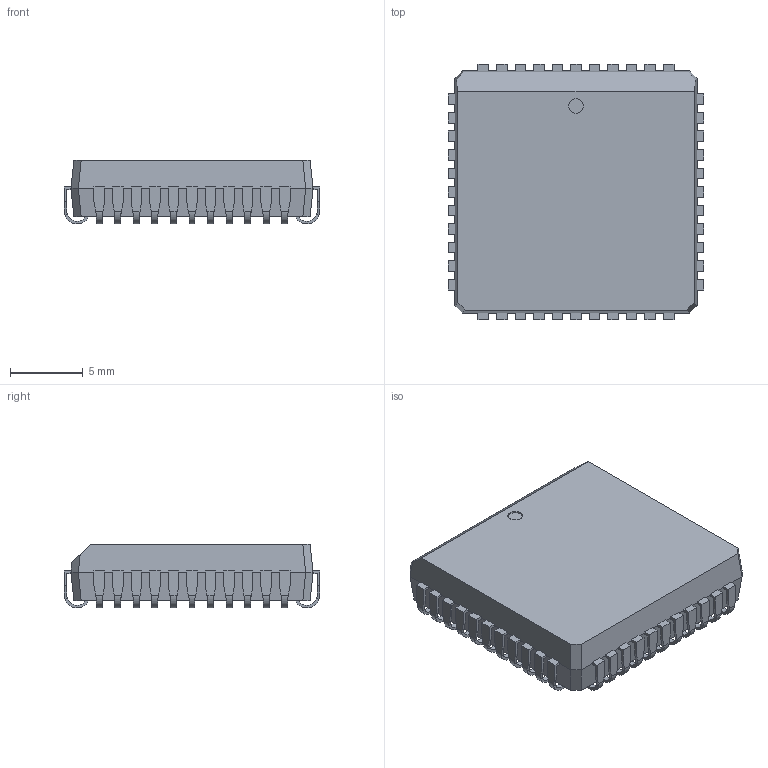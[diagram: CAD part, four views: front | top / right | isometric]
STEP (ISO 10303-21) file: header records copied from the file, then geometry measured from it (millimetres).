
FILE_DESCRIPTION((''),'2;1');
FILE_NAME('PLCC127P1752X1752X457-44N.stp','2014-06-11T17:05:30',(''),(''),'Mechanical Desktop 2011','Mechanical Desktop 2011',', , ');
FILE_SCHEMA(('AUTOMOTIVE_DESIGN { 1 2 10303 214 1 1 1 1 }'));
Length unit declared in the file: millimetre
Products named in the file (1): Product
Bounding box: 17.52 x 17.52 x 4.38 mm (x, y, z)
Volume: 1045 mm3; surface area: 1034.5 mm2
Topology: 45 solids, 45 shells, 682 faces, 1767 edges, 1178 vertices
Faces by surface type: bspline 332, plane 304, cylinder 46
Entity records: 21302 total; most frequent: CARTESIAN_POINT 5238, ORIENTED_EDGE 3530, DIRECTION 2825, EDGE_CURVE 1765, VECTOR 1411, LINE 1411, VERTEX_POINT 1174, AXIS2_PLACEMENT_3D 707
